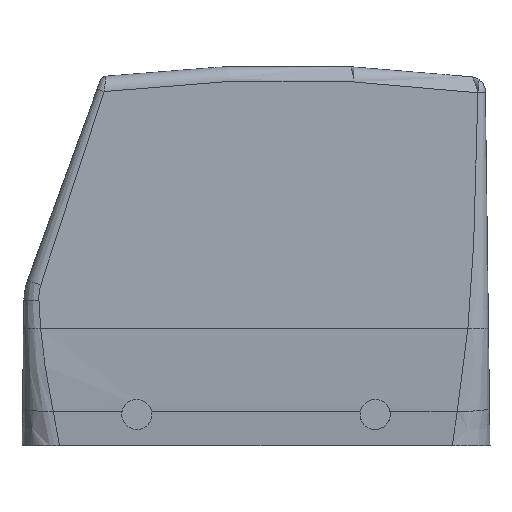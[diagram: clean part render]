
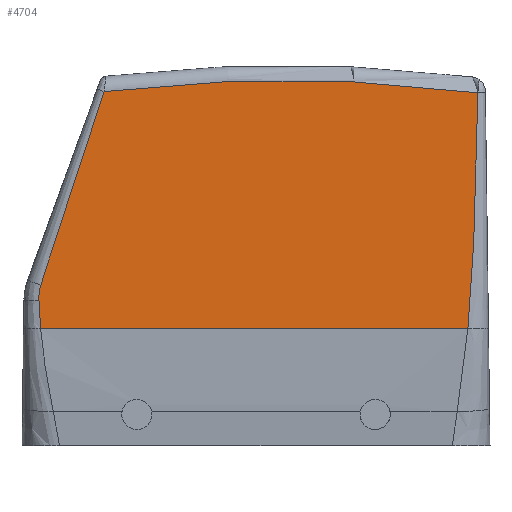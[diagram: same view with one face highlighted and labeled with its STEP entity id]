
A CAD part, left-side view. The second image highlights one B-rep face of the part: STEP entity #4704.
In plain terms, the highlighted planar face has unit normal (-1, 0, 0).
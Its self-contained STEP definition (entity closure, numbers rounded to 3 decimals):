
#4652=AXIS2_PLACEMENT_3D('Circle Axis2P3D',#4650,#4651,$) ;
#4667=AXIS2_PLACEMENT_3D('Plane Axis2P3D',#4664,#4665,#4666) ;
#3057=CARTESIAN_POINT('Vertex',(6.25,2.414,70.328)) ;
#3410=CARTESIAN_POINT('Vertex',(6.25,4.411,23.338)) ;
#3414=CARTESIAN_POINT('Control Point',(6.25,2.414,70.328)) ;
#3415=CARTESIAN_POINT('Control Point',(6.25,2.415,70.261)) ;
#3416=CARTESIAN_POINT('Control Point',(6.25,2.417,70.195)) ;
#3417=CARTESIAN_POINT('Control Point',(6.25,2.418,70.127)) ;
#3418=CARTESIAN_POINT('Control Point',(6.25,2.421,69.922)) ;
#3419=CARTESIAN_POINT('Control Point',(6.25,2.425,69.701)) ;
#3420=CARTESIAN_POINT('Control Point',(6.25,2.427,69.597)) ;
#3421=CARTESIAN_POINT('Control Point',(6.25,2.43,69.372)) ;
#3422=CARTESIAN_POINT('Control Point',(6.25,2.434,69.147)) ;
#3423=CARTESIAN_POINT('Control Point',(6.25,2.437,68.989)) ;
#3424=CARTESIAN_POINT('Control Point',(6.25,2.442,68.674)) ;
#3425=CARTESIAN_POINT('Control Point',(6.25,2.448,68.359)) ;
#3426=CARTESIAN_POINT('Control Point',(6.25,2.451,68.201)) ;
#3427=CARTESIAN_POINT('Control Point',(6.25,2.462,67.57)) ;
#3428=CARTESIAN_POINT('Control Point',(6.25,2.473,66.938)) ;
#3429=CARTESIAN_POINT('Control Point',(6.25,2.482,66.464)) ;
#3430=CARTESIAN_POINT('Control Point',(6.25,2.5,65.517)) ;
#3431=CARTESIAN_POINT('Control Point',(6.25,2.519,64.569)) ;
#3432=CARTESIAN_POINT('Control Point',(6.25,2.528,64.095)) ;
#3433=CARTESIAN_POINT('Control Point',(6.25,2.558,62.674)) ;
#3434=CARTESIAN_POINT('Control Point',(6.25,2.589,61.253)) ;
#3435=CARTESIAN_POINT('Control Point',(6.25,2.611,60.306)) ;
#3436=CARTESIAN_POINT('Control Point',(6.25,2.691,57.015)) ;
#3437=CARTESIAN_POINT('Control Point',(6.25,2.782,53.726)) ;
#3438=CARTESIAN_POINT('Control Point',(6.25,2.853,51.384)) ;
#3439=CARTESIAN_POINT('Control Point',(6.25,2.992,47.065)) ;
#3440=CARTESIAN_POINT('Control Point',(6.25,3.153,42.748)) ;
#3441=CARTESIAN_POINT('Control Point',(6.25,3.231,40.772)) ;
#3442=CARTESIAN_POINT('Control Point',(6.25,3.361,37.803)) ;
#3443=CARTESIAN_POINT('Control Point',(6.25,3.515,34.835)) ;
#3444=CARTESIAN_POINT('Control Point',(6.25,3.569,33.862)) ;
#3445=CARTESIAN_POINT('Control Point',(6.25,3.73,31.16)) ;
#3446=CARTESIAN_POINT('Control Point',(6.25,3.929,28.46)) ;
#3447=CARTESIAN_POINT('Control Point',(6.25,4.073,26.752)) ;
#3448=CARTESIAN_POINT('Control Point',(6.25,4.234,25.045)) ;
#3449=CARTESIAN_POINT('Control Point',(6.25,4.411,23.338)) ;
#3549=CARTESIAN_POINT('Line Origine',(6.25,46.419,23.338)) ;
#3553=CARTESIAN_POINT('Vertex',(6.25,89.591,23.338)) ;
#3854=CARTESIAN_POINT('Control Point',(6.25,89.921,28.961)) ;
#3855=CARTESIAN_POINT('Control Point',(6.25,89.872,27.839)) ;
#3856=CARTESIAN_POINT('Control Point',(6.25,89.821,26.714)) ;
#3857=CARTESIAN_POINT('Control Point',(6.25,89.759,25.589)) ;
#3858=CARTESIAN_POINT('Control Point',(6.25,89.683,24.463)) ;
#3859=CARTESIAN_POINT('Control Point',(6.25,89.591,23.338)) ;
#3860=CARTESIAN_POINT('Vertex',(6.25,89.921,28.961)) ;
#4647=CARTESIAN_POINT('Vertex',(6.25,76.92,70.577)) ;
#4650=CARTESIAN_POINT('Axis2P3D Location',(6.25,40.65,-224.2)) ;
#4664=CARTESIAN_POINT('Axis2P3D Location',(6.25,-19.409,-37.643)) ;
#4670=CARTESIAN_POINT('Control Point',(6.25,76.92,70.577)) ;
#4671=CARTESIAN_POINT('Control Point',(6.25,76.974,70.421)) ;
#4672=CARTESIAN_POINT('Control Point',(6.25,77.027,70.265)) ;
#4673=CARTESIAN_POINT('Control Point',(6.25,77.081,70.109)) ;
#4674=CARTESIAN_POINT('Control Point',(6.25,77.51,68.858)) ;
#4675=CARTESIAN_POINT('Control Point',(6.25,77.939,67.606)) ;
#4676=CARTESIAN_POINT('Control Point',(6.25,78.313,66.51)) ;
#4677=CARTESIAN_POINT('Control Point',(6.25,80.257,60.8)) ;
#4678=CARTESIAN_POINT('Control Point',(6.25,82.167,55.082)) ;
#4679=CARTESIAN_POINT('Control Point',(6.25,83.679,50.461)) ;
#4680=CARTESIAN_POINT('Control Point',(6.25,85.783,43.983)) ;
#4681=CARTESIAN_POINT('Control Point',(6.25,87.851,37.493)) ;
#4682=CARTESIAN_POINT('Control Point',(6.25,88.424,35.683)) ;
#4683=CARTESIAN_POINT('Control Point',(6.25,89.003,33.839)) ;
#4684=CARTESIAN_POINT('Control Point',(6.25,89.575,31.992)) ;
#4685=CARTESIAN_POINT('Vertex',(6.25,89.575,31.992)) ;
#4689=CARTESIAN_POINT('Control Point',(6.25,89.575,31.992)) ;
#4690=CARTESIAN_POINT('Control Point',(6.25,89.748,31.402)) ;
#4691=CARTESIAN_POINT('Control Point',(6.25,89.871,30.797)) ;
#4692=CARTESIAN_POINT('Control Point',(6.25,89.942,30.184)) ;
#4693=CARTESIAN_POINT('Control Point',(6.25,89.958,29.569)) ;
#4694=CARTESIAN_POINT('Control Point',(6.25,89.921,28.961)) ;
#3550=DIRECTION('Vector Direction',(0.,-1.,0.)) ;
#4651=DIRECTION('Axis2P3D Direction',(-1.,0.,0.)) ;
#4665=DIRECTION('Axis2P3D Direction',(-1.,0.,0.)) ;
#4666=DIRECTION('Axis2P3D XDirection',(0.,-0.317,0.949)) ;
#3551=VECTOR('Line Direction',#3550,1.) ;
#4697=ORIENTED_EDGE('',*,*,#4654,.T.) ;
#4698=ORIENTED_EDGE('',*,*,#4687,.F.) ;
#4699=ORIENTED_EDGE('',*,*,#4695,.F.) ;
#4700=ORIENTED_EDGE('',*,*,#3862,.F.) ;
#4701=ORIENTED_EDGE('',*,*,#3555,.T.) ;
#4702=ORIENTED_EDGE('',*,*,#3450,.T.) ;
#4704=ADVANCED_FACE('Hood',(#4703),#4668,.T.) ;
#3413=B_SPLINE_CURVE_WITH_KNOTS('',5,(#3414,#3415,#3416,#3417,#3418,#3419,#3420,#3421,#3422,#3423,#3424,#3425,#3426,#3427,#3428,#3429,#3430,#3431,#3432,#3433,#3434,#3435,#3436,#3437,#3438,#3439,#3440,#3441,#3442,#3443,#3444,#3445,#3446,#3447,#3448,#3449),.UNSPECIFIED.,.F.,.U.,(6,3,3,3,3,3,3,3,3,3,3,6),(8.249,8.589,8.929,9.717,10.506,12.88,15.254,20.001,31.754,41.679,46.667,55.257),.UNSPECIFIED.) ;
#3853=B_SPLINE_CURVE_WITH_KNOTS('',5,(#3854,#3855,#3856,#3857,#3858,#3859),.UNSPECIFIED.,.F.,.U.,(6,6),(81.523,87.149),.UNSPECIFIED.) ;
#4669=B_SPLINE_CURVE_WITH_KNOTS('',5,(#4670,#4671,#4672,#4673,#4674,#4675,#4676,#4677,#4678,#4679,#4680,#4681,#4682,#4683,#4684),.UNSPECIFIED.,.F.,.U.,(6,3,3,3,6),(0.,1.169,9.351,43.805,57.479),.UNSPECIFIED.) ;
#4688=B_SPLINE_CURVE_WITH_KNOTS('',5,(#4689,#4690,#4691,#4692,#4693,#4694),.UNSPECIFIED.,.F.,.U.,(6,6),(0.,4.34),.UNSPECIFIED.) ;
#4653=CIRCLE('generated circle',#4652,297.) ;
#3450=EDGE_CURVE('',#3411,#3058,#3413,.F.) ;
#3555=EDGE_CURVE('',#3554,#3411,#3552,.T.) ;
#3862=EDGE_CURVE('',#3554,#3861,#3853,.F.) ;
#4654=EDGE_CURVE('',#3058,#4648,#4653,.T.) ;
#4687=EDGE_CURVE('',#4686,#4648,#4669,.F.) ;
#4695=EDGE_CURVE('',#3861,#4686,#4688,.F.) ;
#4696=EDGE_LOOP('',(#4697,#4698,#4699,#4700,#4701,#4702)) ;
#4703=FACE_OUTER_BOUND('',#4696,.T.) ;
#3552=LINE('Line',#3549,#3551) ;
#4668=PLANE('',#4667) ;
#3058=VERTEX_POINT('',#3057) ;
#3411=VERTEX_POINT('',#3410) ;
#3554=VERTEX_POINT('',#3553) ;
#3861=VERTEX_POINT('',#3860) ;
#4648=VERTEX_POINT('',#4647) ;
#4686=VERTEX_POINT('',#4685) ;
